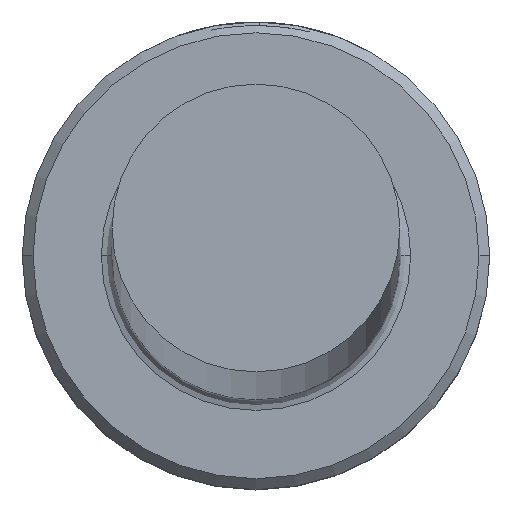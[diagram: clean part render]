
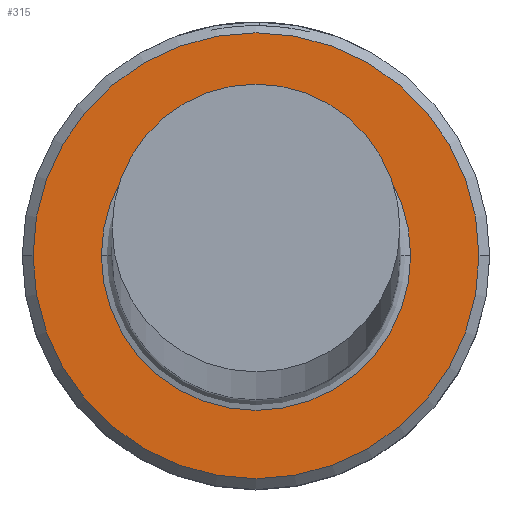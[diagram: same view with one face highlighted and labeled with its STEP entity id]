
A CAD part, top view. The second image highlights one B-rep face of the part: STEP entity #315.
In plain terms, the highlighted planar face has unit normal (0, 0, 1).
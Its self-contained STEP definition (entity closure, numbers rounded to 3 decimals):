
#12 = EDGE_LOOP ( 'NONE', ( #1037, #654 ) ) ;
#19 = CARTESIAN_POINT ( 'NONE',  ( 0., 0., 8. ) ) ;
#67 = CIRCLE ( 'NONE', #153, 6.2 ) ;
#80 = DIRECTION ( 'NONE',  ( 0., 0., -1. ) ) ;
#105 = AXIS2_PLACEMENT_3D ( 'NONE', #628, #80, #713 ) ;
#110 = EDGE_CURVE ( 'NONE', #707, #1180, #305, .T. ) ;
#115 = DIRECTION ( 'NONE',  ( 1., 0., 0. ) ) ;
#153 = AXIS2_PLACEMENT_3D ( 'NONE', #19, #661, #115 ) ;
#154 = ORIENTED_EDGE ( 'NONE', *, *, #845, .T. ) ;
#188 = FACE_BOUND ( 'NONE', #479, .T. ) ;
#232 = CARTESIAN_POINT ( 'NONE',  ( -6.2, 0., 8. ) ) ;
#238 = FACE_OUTER_BOUND ( 'NONE', #12, .T. ) ;
#305 = CIRCLE ( 'NONE', #822, 6.2 ) ;
#315 = ADVANCED_FACE ( 'NONE', ( #238, #188 ), #728, .T. ) ;
#341 = CIRCLE ( 'NONE', #1032, 4.3 ) ;
#343 = DIRECTION ( 'NONE',  ( 0., 0., -1. ) ) ;
#368 = AXIS2_PLACEMENT_3D ( 'NONE', #1006, #371, #547 ) ;
#371 = DIRECTION ( 'NONE',  ( 0., 0., 1. ) ) ;
#387 = CIRCLE ( 'NONE', #105, 4.3 ) ;
#479 = EDGE_LOOP ( 'NONE', ( #154, #1138 ) ) ;
#505 = CARTESIAN_POINT ( 'NONE',  ( 6.2, 0., 8. ) ) ;
#547 = DIRECTION ( 'NONE',  ( 1., 0., 0. ) ) ;
#579 = EDGE_CURVE ( 'NONE', #722, #913, #341, .T. ) ;
#628 = CARTESIAN_POINT ( 'NONE',  ( 0., 0., 8. ) ) ;
#650 = EDGE_CURVE ( 'NONE', #1180, #707, #67, .T. ) ;
#654 = ORIENTED_EDGE ( 'NONE', *, *, #110, .T. ) ;
#661 = DIRECTION ( 'NONE',  ( 0., 0., 1. ) ) ;
#707 = VERTEX_POINT ( 'NONE', #505 ) ;
#713 = DIRECTION ( 'NONE',  ( -1., 0., 0. ) ) ;
#722 = VERTEX_POINT ( 'NONE', #973 ) ;
#728 = PLANE ( 'NONE',  #368 ) ;
#822 = AXIS2_PLACEMENT_3D ( 'NONE', #1105, #1027, #1021 ) ;
#845 = EDGE_CURVE ( 'NONE', #913, #722, #387, .T. ) ;
#895 = CARTESIAN_POINT ( 'NONE',  ( 0., 0., 8. ) ) ;
#913 = VERTEX_POINT ( 'NONE', #949 ) ;
#949 = CARTESIAN_POINT ( 'NONE',  ( -4.3, 0., 8. ) ) ;
#973 = CARTESIAN_POINT ( 'NONE',  ( 4.3, 0., 8. ) ) ;
#985 = DIRECTION ( 'NONE',  ( -1., 0., 0. ) ) ;
#1006 = CARTESIAN_POINT ( 'NONE',  ( 0., 0., 8. ) ) ;
#1021 = DIRECTION ( 'NONE',  ( 1., 0., 0. ) ) ;
#1027 = DIRECTION ( 'NONE',  ( 0., 0., 1. ) ) ;
#1032 = AXIS2_PLACEMENT_3D ( 'NONE', #895, #343, #985 ) ;
#1037 = ORIENTED_EDGE ( 'NONE', *, *, #650, .T. ) ;
#1105 = CARTESIAN_POINT ( 'NONE',  ( 0., 0., 8. ) ) ;
#1138 = ORIENTED_EDGE ( 'NONE', *, *, #579, .T. ) ;
#1180 = VERTEX_POINT ( 'NONE', #232 ) ;
